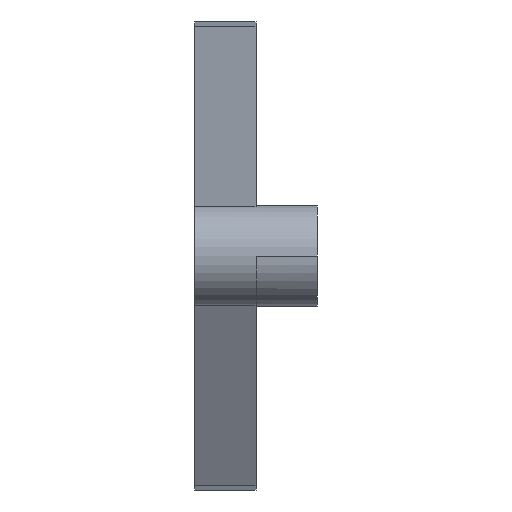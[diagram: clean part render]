
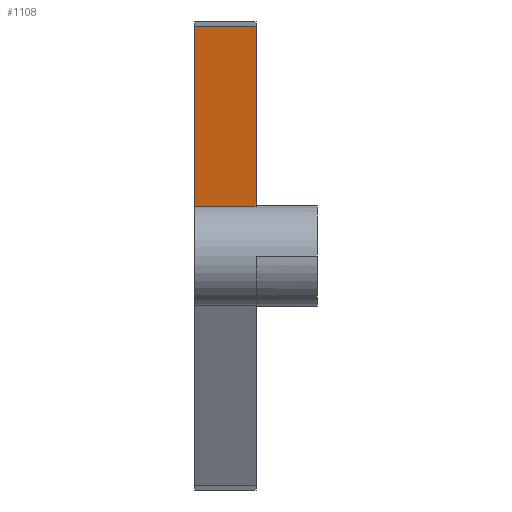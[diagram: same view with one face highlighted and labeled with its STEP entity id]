
A CAD part, left-side view. The second image highlights one B-rep face of the part: STEP entity #1108.
In plain terms, the highlighted planar face has unit normal (-0.19, 0, 0.982).
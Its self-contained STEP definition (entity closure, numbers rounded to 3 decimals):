
#98=DIRECTION('',(0.982,0.,0.189));
#99=VECTOR('',#98,93.279);
#100=CARTESIAN_POINT('',(-95.947,0.,4.909));
#101=LINE('',#100,#99);
#208=DIRECTION('',(0.982,0.,0.189));
#209=VECTOR('',#208,93.279);
#210=CARTESIAN_POINT('',(-95.947,6.,4.909));
#211=LINE('',#210,#209);
#341=DIRECTION('',(0.,1.,0.));
#342=VECTOR('',#341,6.);
#343=CARTESIAN_POINT('',(-95.947,0.,4.909));
#344=LINE('',#343,#342);
#345=DIRECTION('',(0.,1.,0.));
#346=VECTOR('',#345,6.);
#347=CARTESIAN_POINT('',(-4.358,0.,22.583));
#348=LINE('',#347,#346);
#633=CARTESIAN_POINT('',(-4.358,0.,22.583));
#635=VERTEX_POINT('',#633);
#650=CARTESIAN_POINT('',(-95.947,6.,4.909));
#652=VERTEX_POINT('',#650);
#653=CARTESIAN_POINT('',(-4.358,6.,22.583));
#654=VERTEX_POINT('',#653);
#730=CARTESIAN_POINT('',(-95.947,0.,4.909));
#732=VERTEX_POINT('',#730);
#1096=CARTESIAN_POINT('',(-95.947,0.,4.909));
#1097=DIRECTION('',(-0.189,0.,0.982));
#1098=DIRECTION('',(0.982,0.,0.189));
#1099=AXIS2_PLACEMENT_3D('',#1096,#1097,#1098);
#1100=PLANE('',#1099);
#1101=ORIENTED_EDGE('',*,*,#816,.F.);
#1102=ORIENTED_EDGE('',*,*,#1080,.T.);
#1103=ORIENTED_EDGE('',*,*,#936,.T.);
#1105=ORIENTED_EDGE('',*,*,#1104,.F.);
#1106=EDGE_LOOP('',(#1101,#1102,#1103,#1105));
#1107=FACE_OUTER_BOUND('',#1106,.F.);
#1108=ADVANCED_FACE('',(#1107),#1100,.T.);
#816=EDGE_CURVE('',#732,#635,#101,.T.);
#936=EDGE_CURVE('',#652,#654,#211,.T.);
#1080=EDGE_CURVE('',#732,#652,#344,.T.);
#1104=EDGE_CURVE('',#635,#654,#348,.T.);
